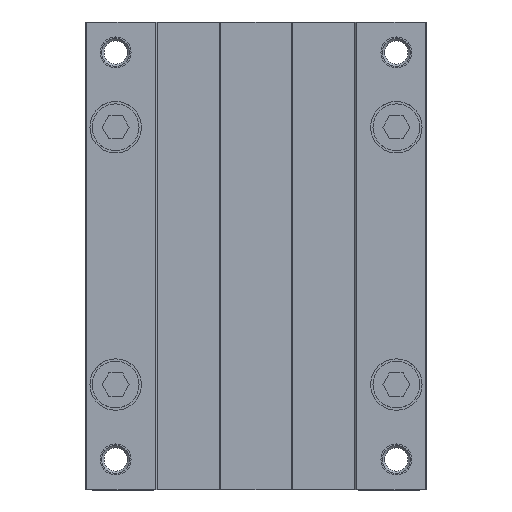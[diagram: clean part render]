
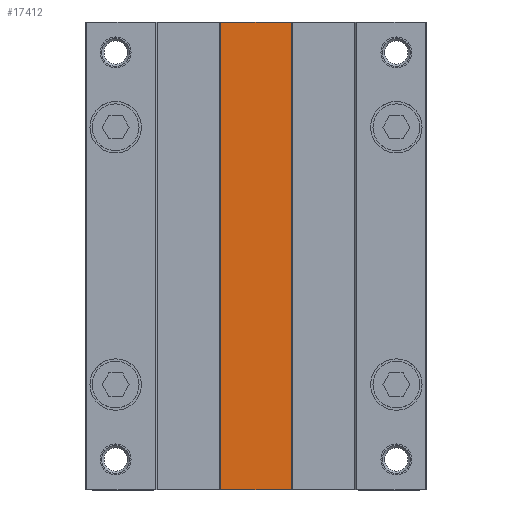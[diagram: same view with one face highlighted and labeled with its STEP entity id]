
A CAD part, top view. The second image highlights one B-rep face of the part: STEP entity #17412.
In plain terms, the highlighted planar face has unit normal (0, 0, 1).
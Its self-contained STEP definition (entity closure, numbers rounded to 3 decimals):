
#53=PLANE('',#18530);
#731=LINE('',#25975,#2519);
#733=LINE('',#25979,#2521);
#734=LINE('',#25981,#2522);
#735=LINE('',#25982,#2523);
#2519=VECTOR('',#20498,1.);
#2521=VECTOR('',#20502,1.);
#2522=VECTOR('',#20503,1.);
#2523=VECTOR('',#20504,1.);
#5112=FACE_OUTER_BOUND('',#6126,.T.);
#6126=EDGE_LOOP('',(#12240,#12241,#12242,#12243));
#7998=VERTEX_POINT('',#25972);
#7999=VERTEX_POINT('',#25974);
#8000=VERTEX_POINT('',#25978);
#8001=VERTEX_POINT('',#25980);
#9700=EDGE_CURVE('',#7999,#7998,#731,.T.);
#9702=EDGE_CURVE('',#7998,#8000,#733,.T.);
#9703=EDGE_CURVE('',#8001,#8000,#734,.T.);
#9704=EDGE_CURVE('',#7999,#8001,#735,.T.);
#12240=ORIENTED_EDGE('',*,*,#9702,.T.);
#12241=ORIENTED_EDGE('',*,*,#9703,.F.);
#12242=ORIENTED_EDGE('',*,*,#9704,.F.);
#12243=ORIENTED_EDGE('',*,*,#9700,.T.);
#17412=ADVANCED_FACE('',(#5112),#53,.T.);
#18530=AXIS2_PLACEMENT_3D('',#25977,#20500,#20501);
#20498=DIRECTION('',(0.,1.,0.));
#20500=DIRECTION('center_axis',(0.,0.,1.));
#20501=DIRECTION('ref_axis',(1.,0.,0.));
#20502=DIRECTION('',(-1.,0.,0.));
#20503=DIRECTION('',(0.,1.,0.));
#20504=DIRECTION('',(-1.,0.,0.));
#25972=CARTESIAN_POINT('',(7.5,100.,23.82));
#25974=CARTESIAN_POINT('',(7.5,0.,23.82));
#25975=CARTESIAN_POINT('',(7.5,0.,23.82));
#25977=CARTESIAN_POINT('Origin',(7.5,0.,23.82));
#25978=CARTESIAN_POINT('',(-7.5,100.,23.82));
#25979=CARTESIAN_POINT('',(7.5,100.,23.82));
#25980=CARTESIAN_POINT('',(-7.5,0.,23.82));
#25981=CARTESIAN_POINT('',(-7.5,0.,23.82));
#25982=CARTESIAN_POINT('',(7.5,0.,23.82));
